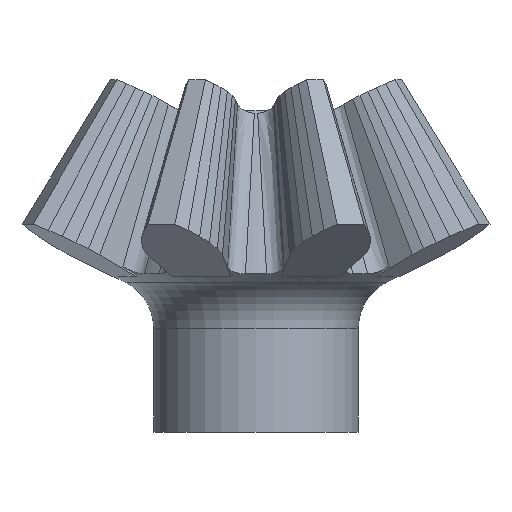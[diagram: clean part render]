
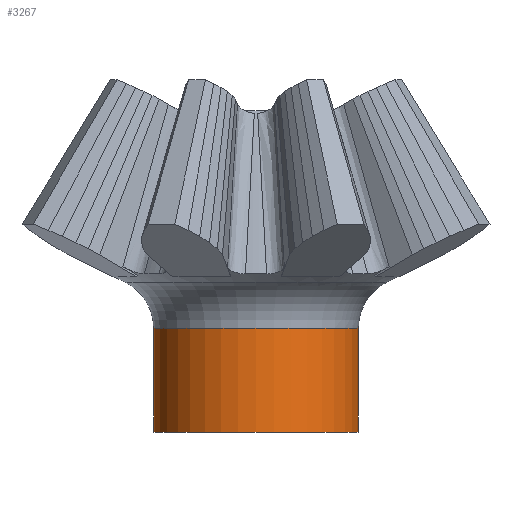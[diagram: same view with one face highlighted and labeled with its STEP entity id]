
A CAD part, front view. The second image highlights one B-rep face of the part: STEP entity #3267.
In plain terms, the highlighted cylindrical face has radius 6 mm (diameter 12 mm), a full revolution.
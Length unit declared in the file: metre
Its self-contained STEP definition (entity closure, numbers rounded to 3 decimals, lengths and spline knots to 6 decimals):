
#1929=ORIENTED_EDGE('',*,*,#2410,.T.);
#1930=ORIENTED_EDGE('',*,*,#2411,.F.);
#2410=EDGE_CURVE('',#2723,#2723,#2746,.T.);
#2411=EDGE_CURVE('',#2724,#2724,#2747,.T.);
#2723=VERTEX_POINT('',#5602);
#2724=VERTEX_POINT('',#5604);
#2746=CIRCLE('',#3471,0.006);
#2747=CIRCLE('',#3472,0.006);
#2917=EDGE_LOOP('',(#1929));
#2918=EDGE_LOOP('',(#1930));
#3093=FACE_BOUND('',#2917,.T.);
#3094=FACE_BOUND('',#2918,.T.);
#3101=CYLINDRICAL_SURFACE('',#3470,0.006);
#3267=ADVANCED_FACE('',(#3093,#3094),#3101,.T.);
#3470=AXIS2_PLACEMENT_3D('',#5600,#4206,#4207);
#3471=AXIS2_PLACEMENT_3D('',#5601,#4208,#4209);
#3472=AXIS2_PLACEMENT_3D('',#5603,#4210,#4211);
#4206=DIRECTION('',(0.,0.,-1.));
#4207=DIRECTION('',(0.,1.,0.));
#4208=DIRECTION('',(0.,0.,-1.));
#4209=DIRECTION('',(0.,1.,0.));
#4210=DIRECTION('',(0.,0.,-1.));
#4211=DIRECTION('',(0.,1.,0.));
#5600=CARTESIAN_POINT('',(0.,0.018162,0.055619));
#5601=CARTESIAN_POINT('',(0.,0.018162,0.052805));
#5602=CARTESIAN_POINT('',(0.,0.024162,0.052805));
#5603=CARTESIAN_POINT('',(0.,0.018162,0.046713));
#5604=CARTESIAN_POINT('',(0.,0.024162,0.046713));
